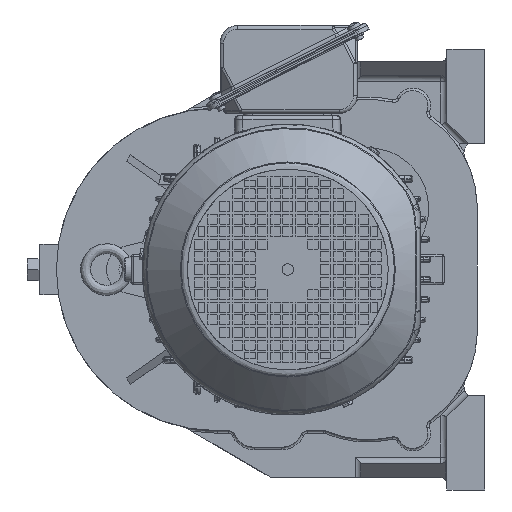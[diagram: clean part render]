
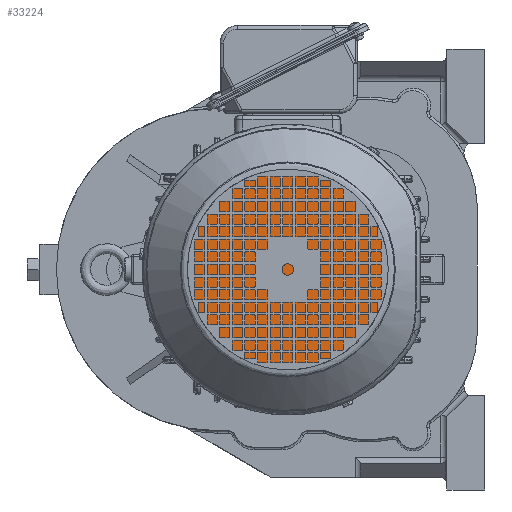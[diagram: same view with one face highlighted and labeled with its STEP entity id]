
A CAD part, left-side view. The second image highlights one B-rep face of the part: STEP entity #33224.
In plain terms, the highlighted planar face has unit normal (-1, 0, 0).
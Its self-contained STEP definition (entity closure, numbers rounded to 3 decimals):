
#6630 = VERTEX_POINT ( 'NONE', #108153 ) ;
#33224 = ADVANCED_FACE ( 'NONE', ( #161643 ), #89591, .T. ) ;
#65992 = EDGE_CURVE ( 'NONE', #6630, #6630, #134339, .T. ) ;
#70651 = ORIENTED_EDGE ( 'NONE', *, *, #65992, .T. ) ;
#73455 = DIRECTION ( 'NONE',  ( 0., 1., 0. ) ) ;
#78066 = EDGE_LOOP ( 'NONE', ( #70651 ) ) ;
#87666 = DIRECTION ( 'NONE',  ( -1., 0., 0. ) ) ;
#89591 = PLANE ( 'NONE',  #106411 ) ;
#106411 = AXIS2_PLACEMENT_3D ( 'NONE', #170132, #111261, #184349 ) ;
#108153 = CARTESIAN_POINT ( 'NONE',  ( 21189.773, 1882.218, 1096.831 ) ) ;
#111261 = DIRECTION ( 'NONE',  ( -1., 0., 0. ) ) ;
#128258 = AXIS2_PLACEMENT_3D ( 'NONE', #128415, #87666, #73455 ) ;
#128415 = CARTESIAN_POINT ( 'NONE',  ( 21189.773, 1784.718, 1096.831 ) ) ;
#134339 = CIRCLE ( 'NONE', #128258, 97.5 ) ;
#161643 = FACE_OUTER_BOUND ( 'NONE', #78066, .T. ) ;
#170132 = CARTESIAN_POINT ( 'NONE',  ( 21189.773, 1883.718, 1096.831 ) ) ;
#184349 = DIRECTION ( 'NONE',  ( 0., -1., 0. ) ) ;
